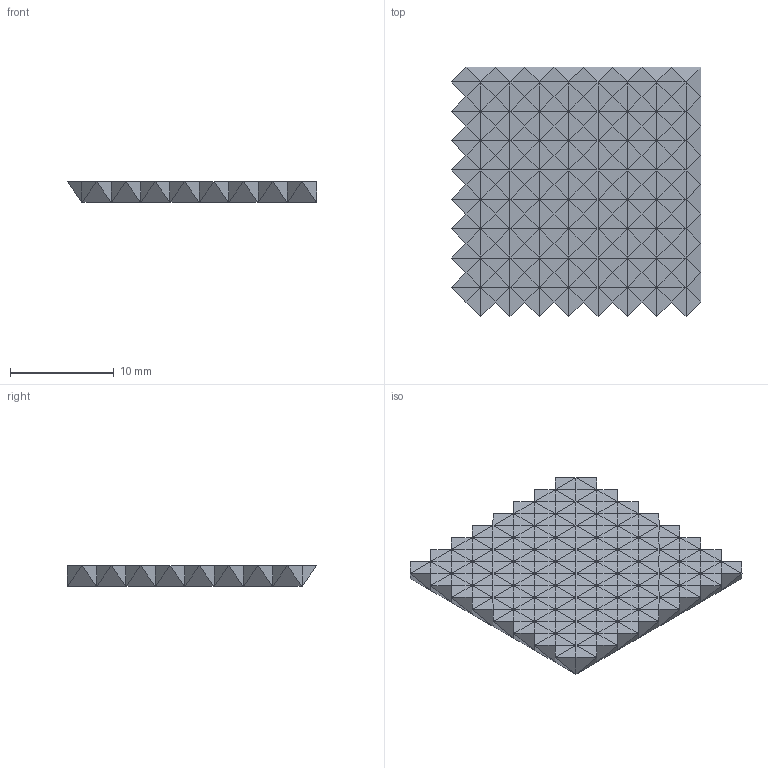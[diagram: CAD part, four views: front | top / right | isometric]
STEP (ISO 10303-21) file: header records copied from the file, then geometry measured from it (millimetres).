
FILE_DESCRIPTION(/* description */ (''),/* implementation_level */ '2;1');
FILE_NAME(/* name */ 'plate-1.step',/* time_stamp */ '2023-10-29T14:47:40+01:00',/* author */ (''),/* organization */ (''),/* preprocessor_version */ 'ST-DEVELOPER v20',/* originating_system */ 'Autodesk Translation Framework v12.14.0.127',/* authorisation */ '');
FILE_SCHEMA (('AUTOMOTIVE_DESIGN { 1 0 10303 214 3 1 1 }'));
Length unit declared in the file: millimetre
Products named in the file (1): (Unsaved)
Bounding box: 24.05 x 24.05 x 2 mm (x, y, z)
Volume: 1024.6 mm3; surface area: 1259.5 mm2
Topology: 1 solids, 1 shells, 478 faces, 717 edges, 241 vertices
Faces by surface type: plane 478
Entity records: 9366 total; most frequent: DIRECTION 1675, CARTESIAN_POINT 1437, ORIENTED_EDGE 1434, LINE 717, VECTOR 717, EDGE_CURVE 717, AXIS2_PLACEMENT_3D 479, FACE_OUTER_BOUND 478
